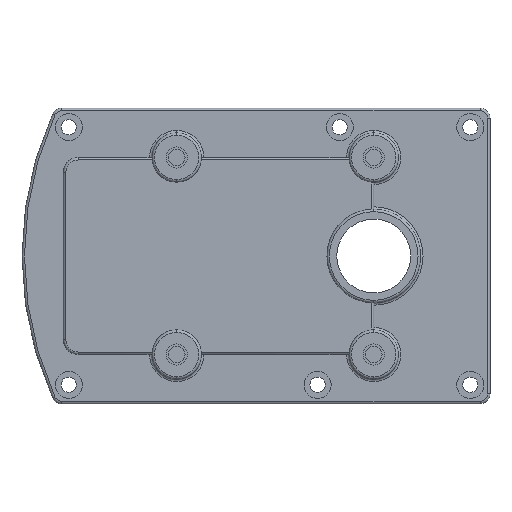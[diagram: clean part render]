
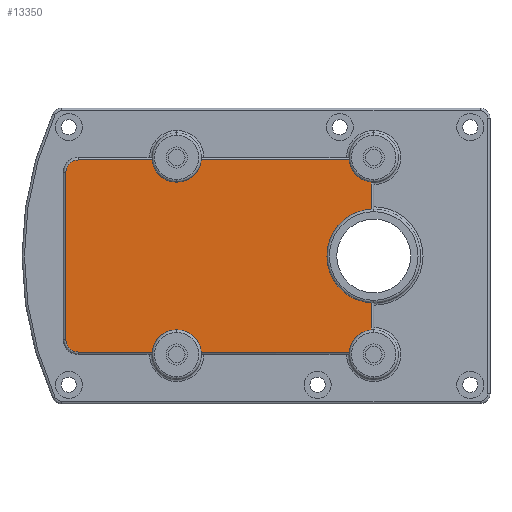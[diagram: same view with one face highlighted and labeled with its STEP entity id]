
A CAD part, front view. The second image highlights one B-rep face of the part: STEP entity #13350.
In plain terms, the highlighted planar face has unit normal (0, -1, 0).
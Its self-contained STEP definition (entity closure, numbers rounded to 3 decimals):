
#366 = CARTESIAN_POINT ( 'NONE',  ( 0.9, -2., 15. ) ) ;
#411 = CIRCLE ( 'NONE', #12916, 5. ) ;
#713 = CARTESIAN_POINT ( 'NONE',  ( -38.6, -2., 15. ) ) ;
#875 = VECTOR ( 'NONE', #8148, 1000. ) ;
#915 = VECTOR ( 'NONE', #12597, 1000. ) ;
#955 = VERTEX_POINT ( 'NONE', #10882 ) ;
#995 = CIRCLE ( 'NONE', #8879, 5. ) ;
#1066 = VECTOR ( 'NONE', #2247, 1000. ) ;
#1137 = CARTESIAN_POINT ( 'NONE',  ( 1.4, -2., 20. ) ) ;
#1221 = AXIS2_PLACEMENT_3D ( 'NONE', #9629, #10647, #8396 ) ;
#1464 = DIRECTION ( 'NONE',  ( 0., 0., -1. ) ) ;
#1498 = ORIENTED_EDGE ( 'NONE', *, *, #1958, .T. ) ;
#1607 = CARTESIAN_POINT ( 'NONE',  ( -43.575, -2., 19.5 ) ) ;
#1658 = ORIENTED_EDGE ( 'NONE', *, *, #8630, .T. ) ;
#1665 = CIRCLE ( 'NONE', #3055, 5. ) ;
#1704 = CIRCLE ( 'NONE', #10959, 2.5 ) ;
#1897 = CARTESIAN_POINT ( 'NONE',  ( -61.1, -2., 17. ) ) ;
#1909 = ORIENTED_EDGE ( 'NONE', *, *, #2427, .T. ) ;
#1916 = DIRECTION ( 'NONE',  ( 0., 0., -1. ) ) ;
#1958 = EDGE_CURVE ( 'NONE', #6349, #6968, #12859, .T. ) ;
#2189 = EDGE_CURVE ( 'NONE', #955, #11483, #5940, .T. ) ;
#2247 = DIRECTION ( 'NONE',  ( 1., 0., 0. ) ) ;
#2293 = EDGE_CURVE ( 'NONE', #13154, #8731, #12260, .T. ) ;
#2427 = EDGE_CURVE ( 'NONE', #12551, #8677, #8016, .T. ) ;
#2566 = ORIENTED_EDGE ( 'NONE', *, *, #10204, .T. ) ;
#2586 = VERTEX_POINT ( 'NONE', #12983 ) ;
#2778 = EDGE_CURVE ( 'NONE', #6968, #2586, #4416, .T. ) ;
#3012 = CARTESIAN_POINT ( 'NONE',  ( -58.6, -2., 17. ) ) ;
#3037 = CARTESIAN_POINT ( 'NONE',  ( -38.6, -2., 20. ) ) ;
#3055 = AXIS2_PLACEMENT_3D ( 'NONE', #12075, #5265, #6644 ) ;
#3088 = AXIS2_PLACEMENT_3D ( 'NONE', #13005, #6206, #1916 ) ;
#3148 = AXIS2_PLACEMENT_3D ( 'NONE', #3012, #6540, #10952 ) ;
#3712 = LINE ( 'NONE', #10301, #11395 ) ;
#3752 = CARTESIAN_POINT ( 'NONE',  ( -58.6, -2., 19.5 ) ) ;
#4416 = LINE ( 'NONE', #8842, #14056 ) ;
#4496 = ORIENTED_EDGE ( 'NONE', *, *, #10453, .T. ) ;
#4551 = EDGE_CURVE ( 'NONE', #11483, #11699, #3712, .T. ) ;
#4556 = EDGE_CURVE ( 'NONE', #4992, #6349, #8130, .T. ) ;
#4651 = EDGE_CURVE ( 'NONE', #2586, #12265, #1665, .T. ) ;
#4730 = CARTESIAN_POINT ( 'NONE',  ( -3.575, -2., 19.5 ) ) ;
#4776 = AXIS2_PLACEMENT_3D ( 'NONE', #12770, #10518, #10302 ) ;
#4992 = VERTEX_POINT ( 'NONE', #11640 ) ;
#5053 = DIRECTION ( 'NONE',  ( 0., 0., -1. ) ) ;
#5254 = CARTESIAN_POINT ( 'NONE',  ( -38.6, -2., -15. ) ) ;
#5265 = DIRECTION ( 'NONE',  ( 0., 1., 0. ) ) ;
#5330 = VECTOR ( 'NONE', #13925, 1000. ) ;
#5354 = ORIENTED_EDGE ( 'NONE', *, *, #7476, .T. ) ;
#5385 = CIRCLE ( 'NONE', #3088, 5. ) ;
#5555 = DIRECTION ( 'NONE',  ( 0., 0., -1. ) ) ;
#5803 = VERTEX_POINT ( 'NONE', #1607 ) ;
#5940 = CIRCLE ( 'NONE', #3148, 2.5 ) ;
#6091 = CARTESIAN_POINT ( 'NONE',  ( 0.9, -2., -9.5 ) ) ;
#6120 = ORIENTED_EDGE ( 'NONE', *, *, #8967, .T. ) ;
#6206 = DIRECTION ( 'NONE',  ( 0., 1., 0. ) ) ;
#6299 = ORIENTED_EDGE ( 'NONE', *, *, #4556, .T. ) ;
#6309 = CARTESIAN_POINT ( 'NONE',  ( -58.6, -2., -17. ) ) ;
#6349 = VERTEX_POINT ( 'NONE', #9704 ) ;
#6452 = ORIENTED_EDGE ( 'NONE', *, *, #4651, .T. ) ;
#6540 = DIRECTION ( 'NONE',  ( 0., -1., 0. ) ) ;
#6582 = EDGE_CURVE ( 'NONE', #11498, #12551, #11480, .T. ) ;
#6644 = DIRECTION ( 'NONE',  ( 0., 0., -1. ) ) ;
#6676 = CARTESIAN_POINT ( 'NONE',  ( -33.625, -2., -19.5 ) ) ;
#6755 = CARTESIAN_POINT ( 'NONE',  ( -43.6, -2., -19.5 ) ) ;
#6791 = DIRECTION ( 'NONE',  ( 0., 1., 0. ) ) ;
#6968 = VERTEX_POINT ( 'NONE', #4730 ) ;
#7092 = FACE_OUTER_BOUND ( 'NONE', #14259, .T. ) ;
#7231 = VECTOR ( 'NONE', #12619, 1000. ) ;
#7236 = CARTESIAN_POINT ( 'NONE',  ( -38.6, -2., -20. ) ) ;
#7307 = LINE ( 'NONE', #3752, #915 ) ;
#7476 = EDGE_CURVE ( 'NONE', #12265, #5803, #995, .T. ) ;
#7557 = EDGE_CURVE ( 'NONE', #11699, #13154, #1704, .T. ) ;
#7583 = DIRECTION ( 'NONE',  ( 0., 1., 0. ) ) ;
#7757 = VERTEX_POINT ( 'NONE', #13763 ) ;
#7849 = ORIENTED_EDGE ( 'NONE', *, *, #13804, .T. ) ;
#7901 = VERTEX_POINT ( 'NONE', #5254 ) ;
#8016 = CIRCLE ( 'NONE', #4776, 5. ) ;
#8130 = LINE ( 'NONE', #366, #7231 ) ;
#8148 = DIRECTION ( 'NONE',  ( 1., 0., 0. ) ) ;
#8262 = CARTESIAN_POINT ( 'NONE',  ( -61.1, -2., -17. ) ) ;
#8396 = DIRECTION ( 'NONE',  ( 0., 0., -1. ) ) ;
#8630 = EDGE_CURVE ( 'NONE', #8677, #7757, #11596, .T. ) ;
#8661 = ORIENTED_EDGE ( 'NONE', *, *, #2293, .T. ) ;
#8677 = VERTEX_POINT ( 'NONE', #11452 ) ;
#8731 = VERTEX_POINT ( 'NONE', #13102 ) ;
#8842 = CARTESIAN_POINT ( 'NONE',  ( -33.6, -2., 19.5 ) ) ;
#8879 = AXIS2_PLACEMENT_3D ( 'NONE', #3037, #11813, #10924 ) ;
#8967 = EDGE_CURVE ( 'NONE', #5803, #955, #7307, .T. ) ;
#8980 = CARTESIAN_POINT ( 'NONE',  ( -58.6, -2., -19.5 ) ) ;
#9629 = CARTESIAN_POINT ( 'NONE',  ( -58.6, -2., -17. ) ) ;
#9637 = DIRECTION ( 'NONE',  ( 0., -1., 0. ) ) ;
#9704 = CARTESIAN_POINT ( 'NONE',  ( 0.9, -2., 15.025 ) ) ;
#10019 = ORIENTED_EDGE ( 'NONE', *, *, #7557, .T. ) ;
#10192 = DIRECTION ( 'NONE',  ( 0., 0., -1. ) ) ;
#10204 = EDGE_CURVE ( 'NONE', #7901, #11498, #411, .T. ) ;
#10301 = CARTESIAN_POINT ( 'NONE',  ( -61.1, -2., -17. ) ) ;
#10302 = DIRECTION ( 'NONE',  ( 0., 0., -1. ) ) ;
#10453 = EDGE_CURVE ( 'NONE', #7757, #4992, #12465, .T. ) ;
#10518 = DIRECTION ( 'NONE',  ( 0., 1., 0. ) ) ;
#10560 = ORIENTED_EDGE ( 'NONE', *, *, #2189, .T. ) ;
#10647 = DIRECTION ( 'NONE',  ( 0., -1., 0. ) ) ;
#10698 = ORIENTED_EDGE ( 'NONE', *, *, #2778, .T. ) ;
#10882 = CARTESIAN_POINT ( 'NONE',  ( -58.6, -2., 19.5 ) ) ;
#10924 = DIRECTION ( 'NONE',  ( 0., 0., -1. ) ) ;
#10952 = DIRECTION ( 'NONE',  ( 0., 0., -1. ) ) ;
#10959 = AXIS2_PLACEMENT_3D ( 'NONE', #6309, #9637, #13183 ) ;
#11130 = CARTESIAN_POINT ( 'NONE',  ( 1.4, -2., 0. ) ) ;
#11267 = CARTESIAN_POINT ( 'NONE',  ( -3.575, -2., -19.5 ) ) ;
#11395 = VECTOR ( 'NONE', #1464, 1000. ) ;
#11452 = CARTESIAN_POINT ( 'NONE',  ( 0.9, -2., -15.025 ) ) ;
#11480 = LINE ( 'NONE', #11555, #875 ) ;
#11483 = VERTEX_POINT ( 'NONE', #1897 ) ;
#11498 = VERTEX_POINT ( 'NONE', #6676 ) ;
#11508 = PLANE ( 'NONE',  #1221 ) ;
#11545 = AXIS2_PLACEMENT_3D ( 'NONE', #11130, #6791, #10192 ) ;
#11555 = CARTESIAN_POINT ( 'NONE',  ( -3.6, -2., -19.5 ) ) ;
#11596 = LINE ( 'NONE', #6091, #5330 ) ;
#11640 = CARTESIAN_POINT ( 'NONE',  ( 0.9, -2., 9.487 ) ) ;
#11699 = VERTEX_POINT ( 'NONE', #8262 ) ;
#11813 = DIRECTION ( 'NONE',  ( 0., 1., 0. ) ) ;
#12075 = CARTESIAN_POINT ( 'NONE',  ( -38.6, -2., 20. ) ) ;
#12100 = ORIENTED_EDGE ( 'NONE', *, *, #6582, .T. ) ;
#12260 = LINE ( 'NONE', #6755, #1066 ) ;
#12265 = VERTEX_POINT ( 'NONE', #713 ) ;
#12465 = CIRCLE ( 'NONE', #11545, 9.5 ) ;
#12551 = VERTEX_POINT ( 'NONE', #11267 ) ;
#12597 = DIRECTION ( 'NONE',  ( -1., 0., 0. ) ) ;
#12619 = DIRECTION ( 'NONE',  ( 0., 0., 1. ) ) ;
#12770 = CARTESIAN_POINT ( 'NONE',  ( 1.4, -2., -20. ) ) ;
#12859 = CIRCLE ( 'NONE', #14234, 5. ) ;
#12885 = DIRECTION ( 'NONE',  ( 0., 1., 0. ) ) ;
#12916 = AXIS2_PLACEMENT_3D ( 'NONE', #7236, #12885, #5053 ) ;
#12983 = CARTESIAN_POINT ( 'NONE',  ( -33.625, -2., 19.5 ) ) ;
#12993 = ORIENTED_EDGE ( 'NONE', *, *, #4551, .T. ) ;
#13005 = CARTESIAN_POINT ( 'NONE',  ( -38.6, -2., -20. ) ) ;
#13102 = CARTESIAN_POINT ( 'NONE',  ( -43.575, -2., -19.5 ) ) ;
#13154 = VERTEX_POINT ( 'NONE', #8980 ) ;
#13183 = DIRECTION ( 'NONE',  ( 0., 0., -1. ) ) ;
#13264 = DIRECTION ( 'NONE',  ( -1., 0., 0. ) ) ;
#13350 = ADVANCED_FACE ( 'NONE', ( #7092 ), #11508, .T. ) ;
#13763 = CARTESIAN_POINT ( 'NONE',  ( 0.9, -2., -9.487 ) ) ;
#13804 = EDGE_CURVE ( 'NONE', #8731, #7901, #5385, .T. ) ;
#13925 = DIRECTION ( 'NONE',  ( 0., 0., 1. ) ) ;
#14056 = VECTOR ( 'NONE', #13264, 1000. ) ;
#14234 = AXIS2_PLACEMENT_3D ( 'NONE', #1137, #7583, #5555 ) ;
#14259 = EDGE_LOOP ( 'NONE', ( #12993, #10019, #8661, #7849, #2566, #12100, #1909, #1658, #4496, #6299, #1498, #10698, #6452, #5354, #6120, #10560 ) ) ;
